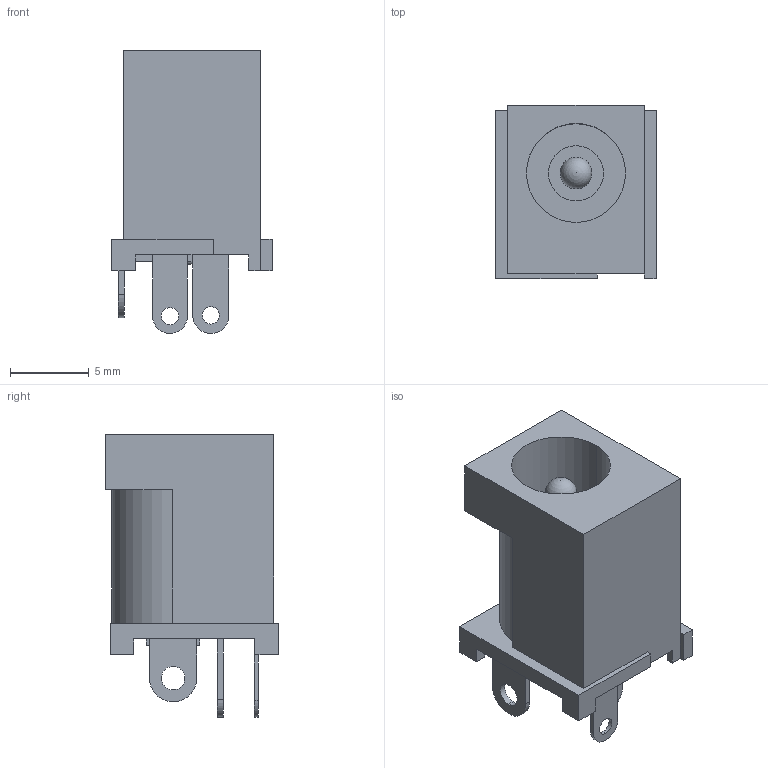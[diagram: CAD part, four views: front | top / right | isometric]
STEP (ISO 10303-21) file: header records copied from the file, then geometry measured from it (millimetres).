
FILE_DESCRIPTION (( 'STEP AP214' ), '1' );
FILE_NAME ('CUI_DEVICES_PJ-060A.step', '2020-06-26T00:48:29', ( '' ), ( '' ), 'SwSTEP 2.0', 'SolidWorks 2020', '' );
FILE_SCHEMA (( 'AUTOMOTIVE_DESIGN' ));
Length unit declared in the file: inch
Products named in the file (1): CUI_DEVICES_PJ-060A
Bounding box: 10.2 x 11 x 18 mm (x, y, z)
Volume: 795.9 mm3; surface area: 1120.1 mm2
Topology: 1 solids, 1 shells, 79 faces, 211 edges, 140 vertices
Faces by surface type: plane 57, cylinder 19, torus 2, sphere 1
Entity records: 3518 total; most frequent: CARTESIAN_POINT 428, ORIENTED_EDGE 418, DIRECTION 413, EDGE_CURVE 209, LINE 165, VECTOR 165, VERTEX_POINT 139, AXIS2_PLACEMENT_3D 124
